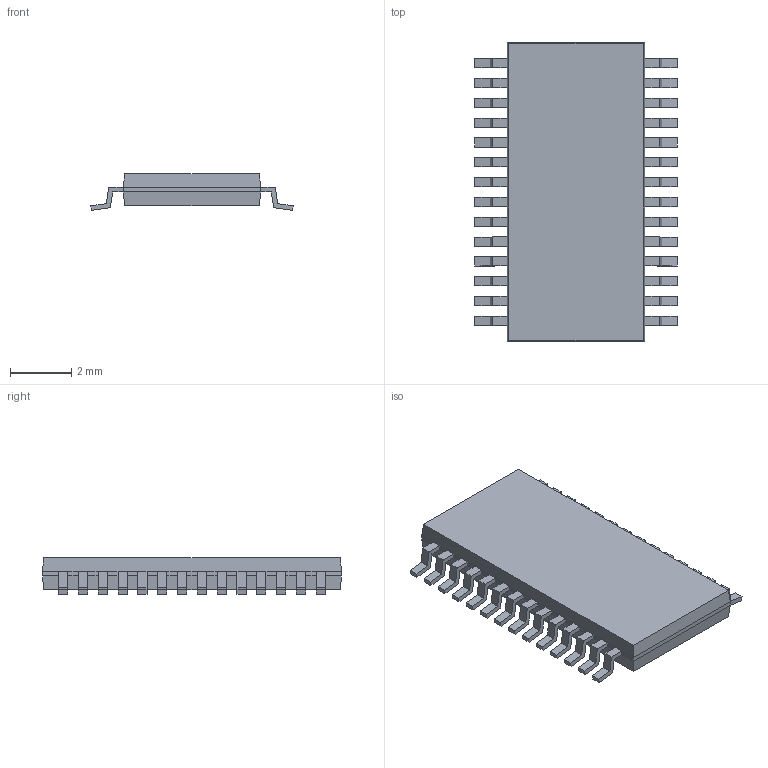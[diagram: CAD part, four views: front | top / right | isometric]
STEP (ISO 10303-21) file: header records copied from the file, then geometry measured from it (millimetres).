
FILE_DESCRIPTION( ( '' ), ' ' );
FILE_NAME( '5a882e20731c100f0948fb17.step', '2018-02-17T13:29:04', ( '' ), ( '' ), ' ', ' ', ' ' );
FILE_SCHEMA( ( 'AUTOMOTIVE_DESIGN { 1 0 10303 214 1 1 1 1 }' ) );
Length unit declared in the file: metre
Products named in the file (1): Open CASCADE STEP translator 6.8 1
Bounding box: 6.64 x 9.8 x 1.2 mm (x, y, z)
Volume: 47.7 mm3; surface area: 154.2 mm2
Topology: 1 solids, 1 shells, 294 faces, 756 edges, 464 vertices
Faces by surface type: plane 294
Entity records: 14728 total; most frequent: CARTESIAN_POINT 1515, ORIENTED_EDGE 1512, DIRECTION 1346, STYLED_ITEM 1050, PRESENTATION_STYLE_ASSIGNMENT 1050, COLOUR_RGB 1050, EDGE_CURVE 756, CURVE_STYLE 756
